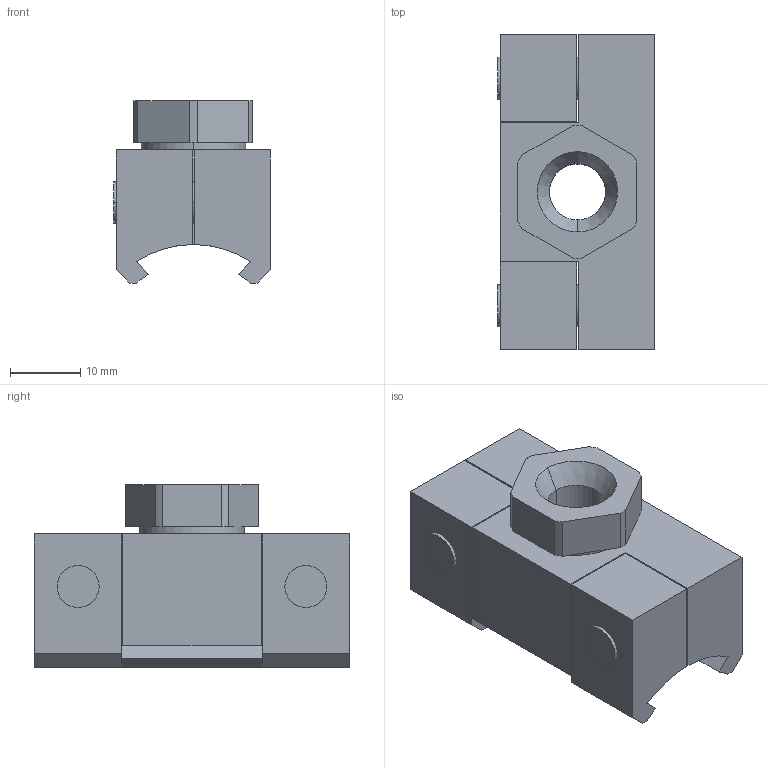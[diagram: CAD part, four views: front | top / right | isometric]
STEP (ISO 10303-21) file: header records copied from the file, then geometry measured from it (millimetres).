
FILE_DESCRIPTION (( 'STEP AP203' ), '1' );
FILE_NAME ('10.01.49.00057.step', '2022-11-07T19:12:33', ( '' ), ( '' ), 'SwSTEP 2.0', 'SolidWorks 2021', '' );
FILE_SCHEMA (( 'CONFIG_CONTROL_DESIGN' ));
Length unit declared in the file: millimetre
Products named in the file (1): 10.01.49.00057
Bounding box: 22.4 x 45 x 26 mm (x, y, z)
Volume: 15896.3 mm3; surface area: 10343 mm2
Topology: 6 solids, 6 shells, 91 faces, 216 edges, 142 vertices
Faces by surface type: plane 46, cylinder 41, cone 4
Entity records: 2910 total; most frequent: CARTESIAN_POINT 627, DIRECTION 482, ORIENTED_EDGE 432, EDGE_CURVE 216, AXIS2_PLACEMENT_3D 176, VERTEX_POINT 142, LINE 130, VECTOR 130
